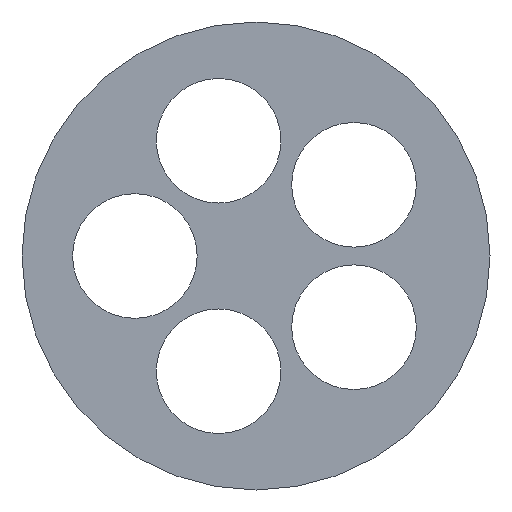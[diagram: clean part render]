
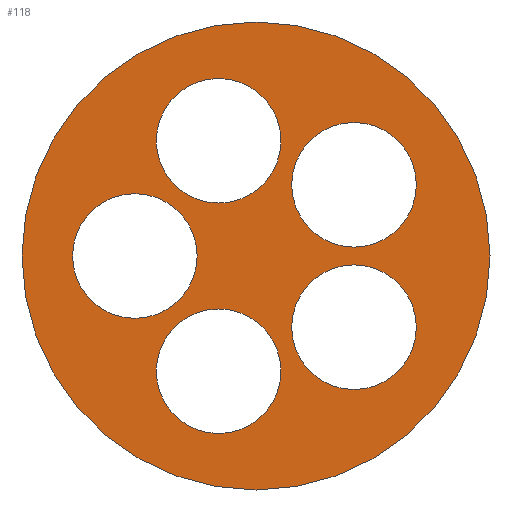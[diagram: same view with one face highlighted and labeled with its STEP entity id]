
A CAD part, left-side view. The second image highlights one B-rep face of the part: STEP entity #118.
In plain terms, the highlighted planar face has unit normal (-1, 0, 0).
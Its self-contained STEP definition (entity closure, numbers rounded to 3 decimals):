
#118 = ADVANCED_FACE( '', ( #246, #247, #248, #249, #250, #251 ), #252, .F. );
#246 = FACE_BOUND( '', #373, .T. );
#247 = FACE_BOUND( '', #374, .T. );
#248 = FACE_BOUND( '', #375, .T. );
#249 = FACE_BOUND( '', #376, .T. );
#250 = FACE_BOUND( '', #377, .T. );
#251 = FACE_OUTER_BOUND( '', #378, .T. );
#252 = PLANE( '', #379 );
#373 = EDGE_LOOP( '', ( #661 ) );
#374 = EDGE_LOOP( '', ( #662 ) );
#375 = EDGE_LOOP( '', ( #663 ) );
#376 = EDGE_LOOP( '', ( #664 ) );
#377 = EDGE_LOOP( '', ( #665 ) );
#378 = EDGE_LOOP( '', ( #666 ) );
#379 = AXIS2_PLACEMENT_3D( '', #667, #668, #669 );
#661 = ORIENTED_EDGE( '', *, *, #787, .T. );
#662 = ORIENTED_EDGE( '', *, *, #706, .T. );
#663 = ORIENTED_EDGE( '', *, *, #748, .T. );
#664 = ORIENTED_EDGE( '', *, *, #755, .T. );
#665 = ORIENTED_EDGE( '', *, *, #804, .T. );
#666 = ORIENTED_EDGE( '', *, *, #806, .F. );
#667 = CARTESIAN_POINT( '', ( 0., 0., 0. ) );
#668 = DIRECTION( '', ( 1., 0., 0. ) );
#669 = DIRECTION( '', ( 0., 0., -1. ) );
#706 = EDGE_CURVE( '', #833, #833, #834, .T. );
#748 = EDGE_CURVE( '', #905, #905, #906, .T. );
#755 = EDGE_CURVE( '', #916, #916, #917, .T. );
#787 = EDGE_CURVE( '', #959, #959, #960, .T. );
#804 = EDGE_CURVE( '', #980, #980, #981, .T. );
#806 = EDGE_CURVE( '', #983, #983, #984, .T. );
#833 = VERTEX_POINT( '', #1017 );
#834 = CIRCLE( '', #1018, 4.5 );
#905 = VERTEX_POINT( '', #1113 );
#906 = CIRCLE( '', #1114, 4.5 );
#916 = VERTEX_POINT( '', #1127 );
#917 = CIRCLE( '', #1128, 4.5 );
#959 = VERTEX_POINT( '', #1185 );
#960 = CIRCLE( '', #1186, 4.5 );
#980 = VERTEX_POINT( '', #1209 );
#981 = CIRCLE( '', #1210, 4.5 );
#983 = VERTEX_POINT( '', #1212 );
#984 = CIRCLE( '', #1213, 16.9 );
#1017 = CARTESIAN_POINT( '', ( 0., -7.079, 0.643 ) );
#1018 = AXIS2_PLACEMENT_3D( '', #1235, #1236, #1237 );
#1113 = CARTESIAN_POINT( '', ( 0., 8.75, -4.5 ) );
#1114 = AXIS2_PLACEMENT_3D( '', #1295, #1296, #1297 );
#1127 = CARTESIAN_POINT( '', ( 0., -7.079, -9.643 ) );
#1128 = AXIS2_PLACEMENT_3D( '', #1304, #1305, #1306 );
#1185 = CARTESIAN_POINT( '', ( 0., 2.704, 3.822 ) );
#1186 = AXIS2_PLACEMENT_3D( '', #1337, #1338, #1339 );
#1209 = CARTESIAN_POINT( '', ( 0., 2.704, -12.822 ) );
#1210 = AXIS2_PLACEMENT_3D( '', #1361, #1362, #1363 );
#1212 = CARTESIAN_POINT( '', ( 0., 0., -16.9 ) );
#1213 = AXIS2_PLACEMENT_3D( '', #1364, #1365, #1366 );
#1235 = CARTESIAN_POINT( '', ( 0., -7.079, 5.143 ) );
#1236 = DIRECTION( '', ( 1., 0., 0. ) );
#1237 = DIRECTION( '', ( 0., 0., -1. ) );
#1295 = CARTESIAN_POINT( '', ( 0., 8.75, 0. ) );
#1296 = DIRECTION( '', ( 1., 0., 0. ) );
#1297 = DIRECTION( '', ( 0., 0., -1. ) );
#1304 = CARTESIAN_POINT( '', ( 0., -7.079, -5.143 ) );
#1305 = DIRECTION( '', ( 1., 0., 0. ) );
#1306 = DIRECTION( '', ( 0., 0., -1. ) );
#1337 = CARTESIAN_POINT( '', ( 0., 2.704, 8.322 ) );
#1338 = DIRECTION( '', ( 1., 0., 0. ) );
#1339 = DIRECTION( '', ( 0., 0., -1. ) );
#1361 = CARTESIAN_POINT( '', ( 0., 2.704, -8.322 ) );
#1362 = DIRECTION( '', ( 1., 0., 0. ) );
#1363 = DIRECTION( '', ( 0., 0., -1. ) );
#1364 = CARTESIAN_POINT( '', ( 0., 0., 0. ) );
#1365 = DIRECTION( '', ( 1., 0., 0. ) );
#1366 = DIRECTION( '', ( 0., 0., -1. ) );
